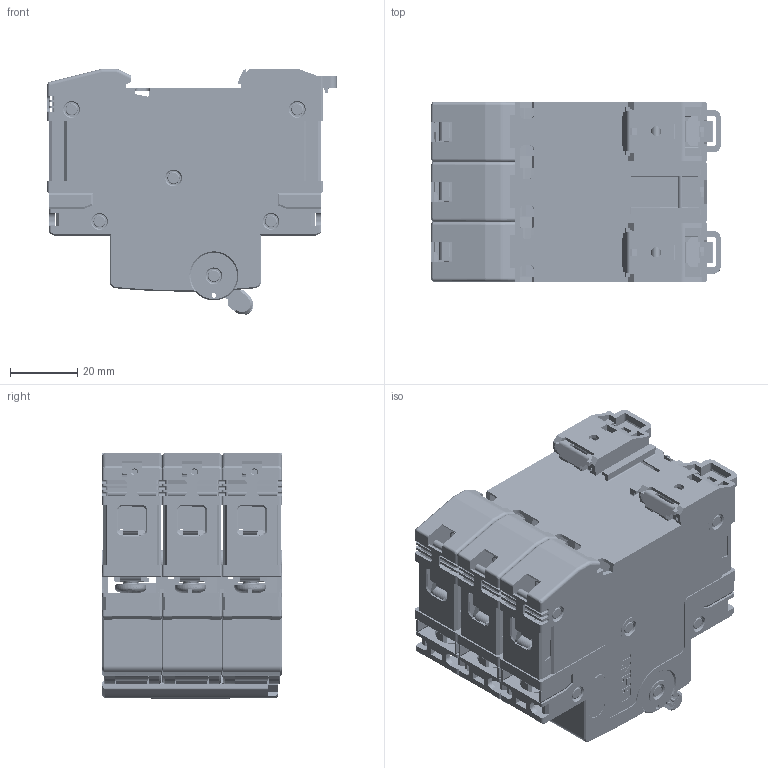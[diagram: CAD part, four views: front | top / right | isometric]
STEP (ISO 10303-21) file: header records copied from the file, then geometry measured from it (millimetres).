
FILE_DESCRIPTION((''),'2;1');
FILE_NAME('NB8-63H_3P2023060001_ASM','2023-07-26T13:35:13',('huangwz'),(''),'CREO PARAMETRIC BY PTC INC, 2020044','CREO PARAMETRIC BY PTC INC, 2020044','');
FILE_SCHEMA(('CONFIG_CONTROL_DESIGN','SHAPE_APPEARANCE_LAYERS_GROUPS'));
Products named in the file (1): NB8-63H_3P2023060001_ASM
Bounding box: 86 x 53.4 x 73.12 mm (x, y, z)
Surface area: 114616 mm2 (no closed solid volume)
Topology: 0 solids, 59 shells, 8657 faces, 24573 edges, 16245 vertices
Faces by surface type: plane 5548, cylinder 1690, extrusion 945, cone 260, torus 103, bspline 81, sphere 30
Entity records: 341122 total; most frequent: CARTESIAN_POINT 67735, ORIENTED_EDGE 49086, DIRECTION 42343, EDGE_CURVE 24543, VECTOR 18257, LINE 17312, VERTEX_POINT 16251, AXIS2_PLACEMENT_3D 12043
